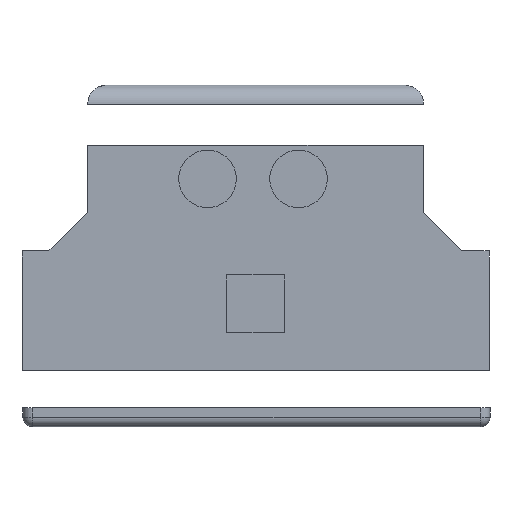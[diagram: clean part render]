
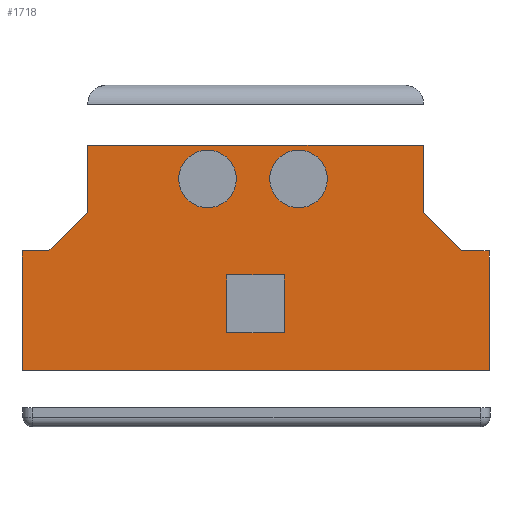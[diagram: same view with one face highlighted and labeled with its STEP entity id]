
A CAD part, front view. The second image highlights one B-rep face of the part: STEP entity #1718.
In plain terms, the highlighted planar face has unit normal (0, -1, 0).
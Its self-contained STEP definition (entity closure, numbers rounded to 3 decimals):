
#72=FACE_BOUND('',#350,.T.);
#73=FACE_BOUND('',#351,.T.);
#74=FACE_BOUND('',#352,.T.);
#118=PLANE('',#1911);
#216=FACE_OUTER_BOUND('',#349,.T.);
#349=EDGE_LOOP('',(#1529,#1530,#1531,#1532,#1533,#1534,#1535,#1536,#1537,
#1538));
#350=EDGE_LOOP('',(#1539,#1540,#1541,#1542));
#351=EDGE_LOOP('',(#1543));
#352=EDGE_LOOP('',(#1544));
#449=LINE('',#2698,#611);
#472=LINE('',#2753,#634);
#475=LINE('',#2758,#637);
#479=LINE('',#2767,#641);
#481=LINE('',#2770,#643);
#495=LINE('',#2828,#657);
#505=LINE('',#2848,#667);
#507=LINE('',#2852,#669);
#509=LINE('',#2856,#671);
#511=LINE('',#2860,#673);
#513=LINE('',#2864,#675);
#517=LINE('',#2880,#679);
#518=LINE('',#2882,#680);
#519=LINE('',#2883,#681);
#611=VECTOR('',#2206,10.);
#634=VECTOR('',#2249,10.);
#637=VECTOR('',#2254,10.);
#641=VECTOR('',#2262,10.);
#643=VECTOR('',#2266,10.);
#657=VECTOR('',#2336,10.);
#667=VECTOR('',#2350,10.);
#669=VECTOR('',#2354,10.);
#671=VECTOR('',#2358,10.);
#673=VECTOR('',#2362,10.);
#675=VECTOR('',#2366,10.);
#679=VECTOR('',#2380,10.);
#680=VECTOR('',#2381,10.);
#681=VECTOR('',#2382,10.);
#744=CIRCLE('',#1881,3.);
#748=CIRCLE('',#1887,3.);
#839=VERTEX_POINT('',#2695);
#840=VERTEX_POINT('',#2697);
#861=VERTEX_POINT('',#2750);
#862=VERTEX_POINT('',#2752);
#863=VERTEX_POINT('',#2756);
#866=VERTEX_POINT('',#2766);
#873=VERTEX_POINT('',#2790);
#876=VERTEX_POINT('',#2800);
#881=VERTEX_POINT('',#2824);
#890=VERTEX_POINT('',#2846);
#891=VERTEX_POINT('',#2850);
#892=VERTEX_POINT('',#2854);
#893=VERTEX_POINT('',#2858);
#894=VERTEX_POINT('',#2862);
#901=VERTEX_POINT('',#2879);
#902=VERTEX_POINT('',#2881);
#1031=EDGE_CURVE('',#839,#840,#449,.T.);
#1058=EDGE_CURVE('',#862,#861,#472,.T.);
#1061=EDGE_CURVE('',#861,#863,#475,.T.);
#1065=EDGE_CURVE('',#866,#862,#479,.T.);
#1067=EDGE_CURVE('',#863,#866,#481,.T.);
#1078=EDGE_CURVE('',#873,#873,#744,.T.);
#1083=EDGE_CURVE('',#876,#876,#748,.T.);
#1095=EDGE_CURVE('',#881,#840,#495,.T.);
#1105=EDGE_CURVE('',#890,#839,#505,.T.);
#1107=EDGE_CURVE('',#891,#881,#507,.T.);
#1109=EDGE_CURVE('',#892,#891,#509,.T.);
#1111=EDGE_CURVE('',#893,#892,#511,.T.);
#1113=EDGE_CURVE('',#894,#893,#513,.T.);
#1121=EDGE_CURVE('',#901,#890,#517,.T.);
#1122=EDGE_CURVE('',#901,#902,#518,.T.);
#1123=EDGE_CURVE('',#902,#894,#519,.T.);
#1529=ORIENTED_EDGE('',*,*,#1113,.T.);
#1530=ORIENTED_EDGE('',*,*,#1111,.T.);
#1531=ORIENTED_EDGE('',*,*,#1109,.T.);
#1532=ORIENTED_EDGE('',*,*,#1107,.T.);
#1533=ORIENTED_EDGE('',*,*,#1095,.T.);
#1534=ORIENTED_EDGE('',*,*,#1031,.F.);
#1535=ORIENTED_EDGE('',*,*,#1105,.F.);
#1536=ORIENTED_EDGE('',*,*,#1121,.F.);
#1537=ORIENTED_EDGE('',*,*,#1122,.T.);
#1538=ORIENTED_EDGE('',*,*,#1123,.T.);
#1539=ORIENTED_EDGE('',*,*,#1061,.T.);
#1540=ORIENTED_EDGE('',*,*,#1067,.T.);
#1541=ORIENTED_EDGE('',*,*,#1065,.T.);
#1542=ORIENTED_EDGE('',*,*,#1058,.T.);
#1543=ORIENTED_EDGE('',*,*,#1083,.T.);
#1544=ORIENTED_EDGE('',*,*,#1078,.T.);
#1718=ADVANCED_FACE('',(#216,#72,#73,#74),#118,.T.);
#1881=AXIS2_PLACEMENT_3D('',#2791,#2288,#2289);
#1887=AXIS2_PLACEMENT_3D('',#2801,#2301,#2302);
#1911=AXIS2_PLACEMENT_3D('',#2878,#2378,#2379);
#2206=DIRECTION('',(-1.,0.,0.));
#2249=DIRECTION('',(0.,0.,-1.));
#2254=DIRECTION('',(-1.,0.,0.));
#2262=DIRECTION('',(1.,0.,0.));
#2266=DIRECTION('',(0.,0.,1.));
#2288=DIRECTION('center_axis',(0.,1.,0.));
#2289=DIRECTION('ref_axis',(1.,0.,0.));
#2301=DIRECTION('center_axis',(0.,1.,0.));
#2302=DIRECTION('ref_axis',(1.,0.,0.));
#2336=DIRECTION('',(0.,0.,-1.));
#2350=DIRECTION('',(0.,0.,-1.));
#2354=DIRECTION('',(-1.,0.,0.));
#2358=DIRECTION('',(-0.707,0.,-0.707));
#2362=DIRECTION('',(0.,0.,-1.));
#2366=DIRECTION('',(-1.,0.,0.));
#2378=DIRECTION('center_axis',(0.,-1.,0.));
#2379=DIRECTION('ref_axis',(0.,0.,-1.));
#2380=DIRECTION('',(1.,0.,0.));
#2381=DIRECTION('',(-0.707,0.,0.707));
#2382=DIRECTION('',(0.,0.,1.));
#2695=CARTESIAN_POINT('',(34.349,-9.937,-14.72));
#2697=CARTESIAN_POINT('',(-14.312,-9.937,-14.72));
#2698=CARTESIAN_POINT('',(-13.812,-9.937,-14.72));
#2750=CARTESIAN_POINT('',(13.019,-9.937,-10.72));
#2752=CARTESIAN_POINT('',(13.019,-9.937,-4.72));
#2753=CARTESIAN_POINT('',(13.019,-9.937,-2.47));
#2756=CARTESIAN_POINT('',(7.019,-9.937,-10.72));
#2758=CARTESIAN_POINT('',(4.259,-9.937,-10.72));
#2766=CARTESIAN_POINT('',(7.019,-9.937,-4.72));
#2767=CARTESIAN_POINT('',(1.259,-9.937,-4.72));
#2770=CARTESIAN_POINT('',(7.019,-9.937,-5.47));
#2790=CARTESIAN_POINT('',(2.017,-9.937,5.28));
#2791=CARTESIAN_POINT('Origin',(5.017,-9.937,5.28));
#2800=CARTESIAN_POINT('',(11.498,-9.937,5.28));
#2801=CARTESIAN_POINT('Origin',(14.498,-9.937,5.28));
#2824=CARTESIAN_POINT('',(-14.312,-9.937,-2.22));
#2828=CARTESIAN_POINT('',(-14.312,-9.937,-13.22));
#2846=CARTESIAN_POINT('',(34.349,-9.937,-2.22));
#2848=CARTESIAN_POINT('',(34.349,-9.937,-10.47));
#2850=CARTESIAN_POINT('',(-11.5,-9.937,-2.22));
#2852=CARTESIAN_POINT('',(-11.812,-9.937,-2.22));
#2854=CARTESIAN_POINT('',(-7.5,-9.937,1.78));
#2856=CARTESIAN_POINT('',(-8.25,-9.937,1.03));
#2858=CARTESIAN_POINT('',(-7.5,-9.937,8.78));
#2860=CARTESIAN_POINT('',(-7.5,-9.937,-0.22));
#2862=CARTESIAN_POINT('',(27.5,-9.937,8.78));
#2864=CARTESIAN_POINT('',(-4.5,-9.937,8.78));
#2878=CARTESIAN_POINT('Origin',(-4.5,-9.937,-0.22));
#2879=CARTESIAN_POINT('',(31.5,-9.937,-2.22));
#2880=CARTESIAN_POINT('',(33.849,-9.937,-2.22));
#2881=CARTESIAN_POINT('',(27.5,-9.937,1.78));
#2882=CARTESIAN_POINT('',(21.,-9.937,8.28));
#2883=CARTESIAN_POINT('',(27.5,-9.937,-0.22));
